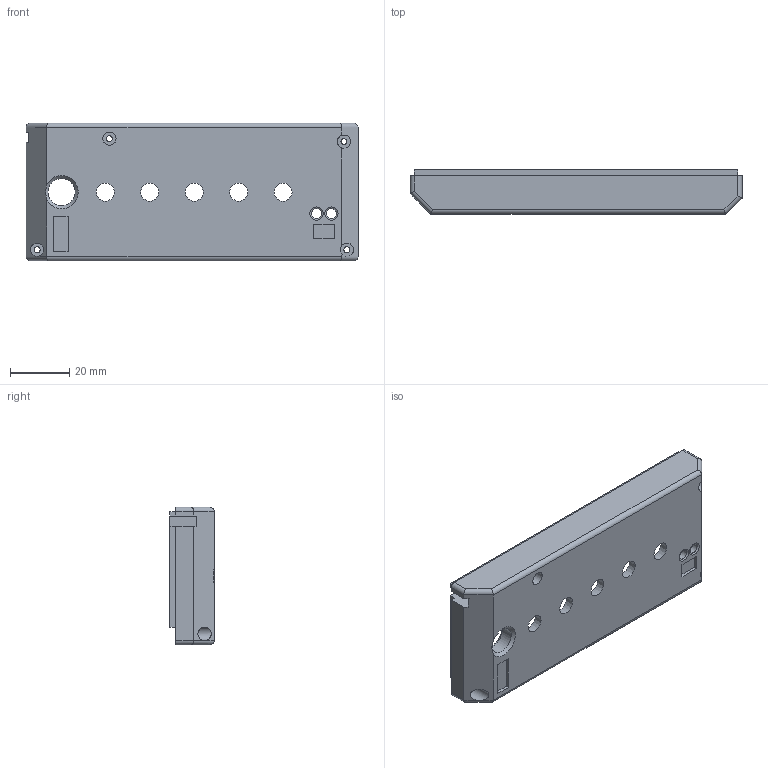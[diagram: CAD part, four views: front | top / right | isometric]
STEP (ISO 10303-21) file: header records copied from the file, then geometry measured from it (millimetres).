
FILE_DESCRIPTION(/* description */ (''),/* implementation_level */ '2;1');
FILE_NAME(/* name */ 'Main Body Bottom.step',/* time_stamp */ '2019-09-05T10:21:51-07:00',/* author */ (''),/* organization */ (''),/* preprocessor_version */ 'ST-DEVELOPER v18',/* originating_system */ 'Autodesk Translation Framework v8.2.0.1029',/* authorisation */ '');
FILE_SCHEMA (('AUTOMOTIVE_DESIGN { 1 0 10303 214 3 1 1 }'));
Length unit declared in the file: millimetre
Products named in the file (1): Main Body Bottom
Bounding box: 112.1 x 15 x 46.5 mm (x, y, z)
Volume: 25133.7 mm3; surface area: 19544 mm2
Topology: 1 solids, 1 shells, 155 faces, 446 edges, 294 vertices
Faces by surface type: plane 110, cylinder 36, cone 6, torus 3
Full cylindrical faces by diameter (mm): 2 x7, 3.5 x2, 4.5 x4, 9.2 x1
Entity records: 5215 total; most frequent: CARTESIAN_POINT 1018, ORIENTED_EDGE 884, DIRECTION 841, EDGE_CURVE 442, LINE 325, VECTOR 325, VERTEX_POINT 292, AXIS2_PLACEMENT_3D 258
